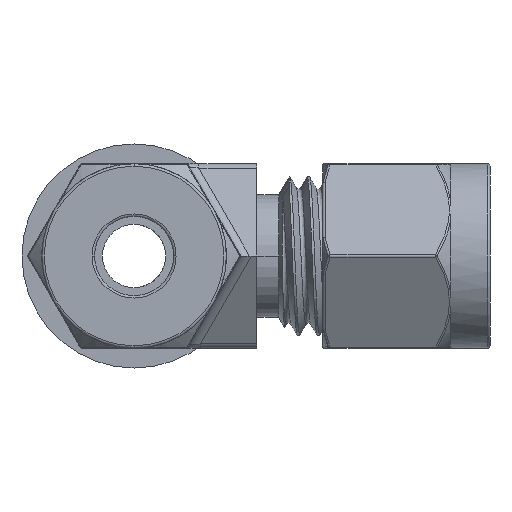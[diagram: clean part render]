
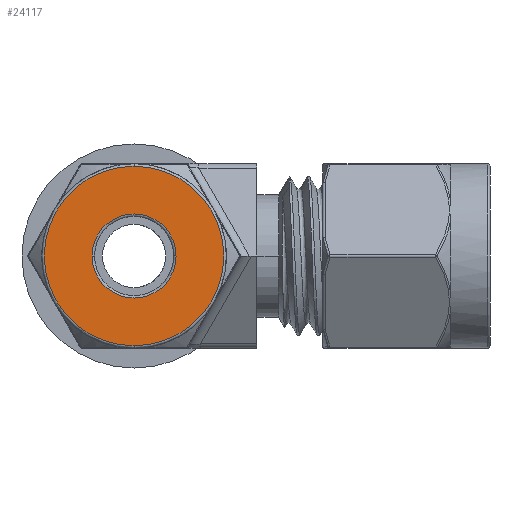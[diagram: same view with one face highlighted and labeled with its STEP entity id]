
A CAD part, left-side view. The second image highlights one B-rep face of the part: STEP entity #24117.
In plain terms, the highlighted face is planar.
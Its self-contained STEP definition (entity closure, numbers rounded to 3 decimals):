
#21475=CARTESIAN_POINT('',(0.,0.,0.));
#21476=DIRECTION('',(-1.,0.,0.));
#21477=DIRECTION('',(0.,1.,0.));
#21478=AXIS2_PLACEMENT_3D('',#21475,#21476,#21477);
#21480=CARTESIAN_POINT('',(0.,0.,0.));
#21481=DIRECTION('',(-1.,0.,0.));
#21482=DIRECTION('',(0.,-1.,0.));
#21483=AXIS2_PLACEMENT_3D('',#21480,#21481,#21482);
#21485=CARTESIAN_POINT('',(0.,0.,0.));
#21486=DIRECTION('',(1.,0.,0.));
#21487=DIRECTION('',(0.,0.,-1.));
#21488=AXIS2_PLACEMENT_3D('',#21485,#21486,#21487);
#21490=CARTESIAN_POINT('',(0.,0.,0.));
#21491=DIRECTION('',(1.,0.,0.));
#21492=DIRECTION('',(0.,0.,1.));
#21493=AXIS2_PLACEMENT_3D('',#21490,#21491,#21492);
#23927=CARTESIAN_POINT('',(0.,3.188,0.));
#23928=CARTESIAN_POINT('',(0.,-3.188,0.));
#23929=VERTEX_POINT('',#23927);
#23930=VERTEX_POINT('',#23928);
#24086=CARTESIAN_POINT('',(0.,0.,-6.813));
#24087=CARTESIAN_POINT('',(0.,0.,6.813));
#24088=VERTEX_POINT('',#24086);
#24089=VERTEX_POINT('',#24087);
#24100=CARTESIAN_POINT('',(0.,0.,0.));
#24101=DIRECTION('',(1.,0.,0.));
#24102=DIRECTION('',(0.,-1.,0.));
#24103=AXIS2_PLACEMENT_3D('',#24100,#24101,#24102);
#24104=PLANE('',#24103);
#24106=ORIENTED_EDGE('',*,*,#24105,.F.);
#24108=ORIENTED_EDGE('',*,*,#24107,.F.);
#24109=EDGE_LOOP('',(#24106,#24108));
#24110=FACE_OUTER_BOUND('',#24109,.F.);
#24112=ORIENTED_EDGE('',*,*,#24111,.F.);
#24114=ORIENTED_EDGE('',*,*,#24113,.F.);
#24115=EDGE_LOOP('',(#24112,#24114));
#24116=FACE_BOUND('',#24115,.F.);
#21479=CIRCLE('',#21478,3.188);
#21484=CIRCLE('',#21483,3.188);
#21489=CIRCLE('',#21488,6.813);
#21494=CIRCLE('',#21493,6.813);
#24105=EDGE_CURVE('',#24088,#24089,#21489,.T.);
#24107=EDGE_CURVE('',#24089,#24088,#21494,.T.);
#24111=EDGE_CURVE('',#23929,#23930,#21479,.T.);
#24113=EDGE_CURVE('',#23930,#23929,#21484,.T.);
#24117=ADVANCED_FACE('',(#24110,#24116),#24104,.T.);
